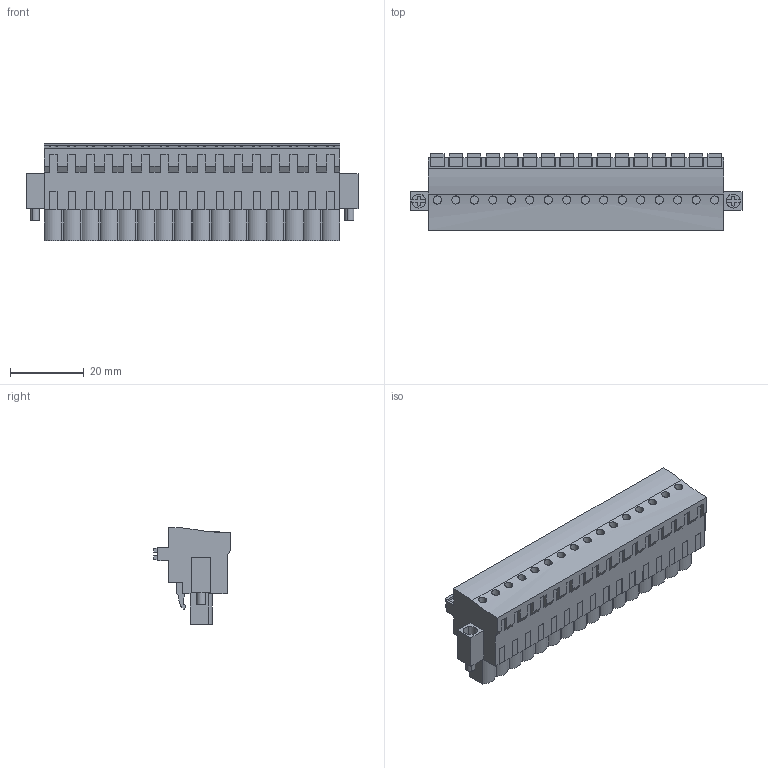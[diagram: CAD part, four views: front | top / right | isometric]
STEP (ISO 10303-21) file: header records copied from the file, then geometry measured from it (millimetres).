
FILE_DESCRIPTION(('CATIA V5 STEP Exchange','CAx-IF Rec.Pracs.--- Model Styling and Organization---1.2---2011-12-15'),'2;1');
FILE_NAME ('D1461047_0_1979600000_1979600000.stp','2017-09-23T15:14:48+00:00',('none'),('Weidmueller'),'CATIA Version 5-6 Release 2014','CATIA V5 STEP AP214','none');
FILE_SCHEMA(('AUTOMOTIVE_DESIGN { 1 0 10303 214 1 1 1 1 }'));
Length unit declared in the file: millimetre
Products named in the file (1): 1979600000
Bounding box: 89.8 x 20.79 x 26.24 mm (x, y, z)
Volume: 24614.2 mm3; surface area: 11388.5 mm2
Topology: 19 solids, 19 shells, 1065 faces, 3030 edges, 2073 vertices
Faces by surface type: plane 845, cylinder 212, extrusion 8
Entity records: 31993 total; most frequent: CARTESIAN_POINT 6226, ORIENTED_EDGE 6060, DIRECTION 4059, EDGE_CURVE 3030, VECTOR 2537, LINE 2529, VERTEX_POINT 2073, EDGE_LOOP 1139
